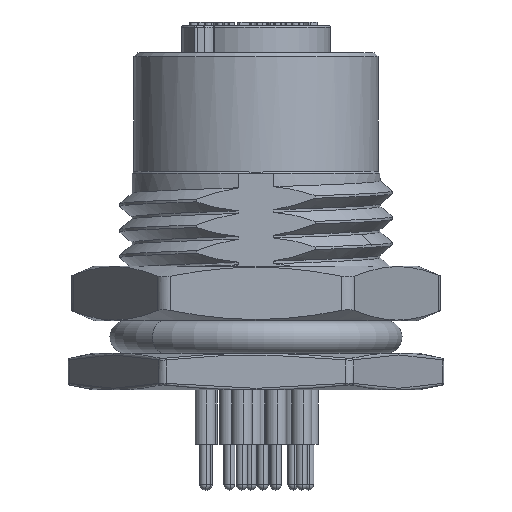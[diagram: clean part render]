
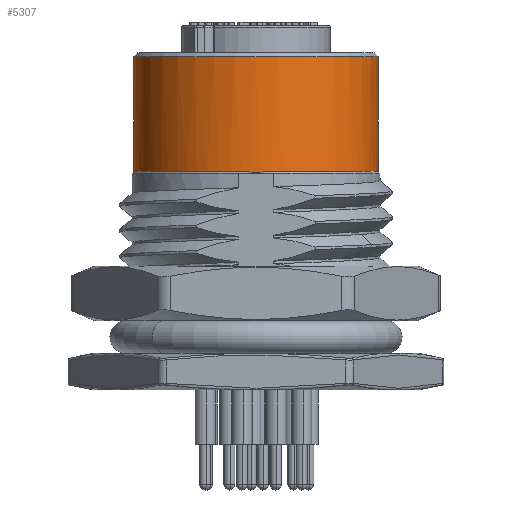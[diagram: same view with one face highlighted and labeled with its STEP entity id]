
A CAD part, left-side view. The second image highlights one B-rep face of the part: STEP entity #5307.
In plain terms, the highlighted cylindrical face has radius 6.7 mm (diameter 13.4 mm), a partial arc.
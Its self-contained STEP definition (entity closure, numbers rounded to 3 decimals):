
#5280 = VERTEX_POINT('',#5281);
#5281 = CARTESIAN_POINT('',(0.,-6.7,21.3));
#5289 = VERTEX_POINT('',#5290);
#5290 = CARTESIAN_POINT('',(0.,6.7,21.3));
#5296 = EDGE_CURVE('',#5280,#5289,#5297,.T.);
#5297 = CIRCLE('',#5298,6.7);
#5298 = AXIS2_PLACEMENT_3D('',#5299,#5300,#5301);
#5299 = CARTESIAN_POINT('',(0.,0.,21.3)
  );
#5300 = DIRECTION('',(0.,0.,-1.));
#5301 = DIRECTION('',(0.,-1.,0.));
#5307 = ADVANCED_FACE('',(#5308),#5358,.T.);
#5308 = FACE_BOUND('',#5309,.T.);
#5309 = EDGE_LOOP('',(#5310,#5318,#5319,#5327,#5336,#5351));
#5310 = ORIENTED_EDGE('',*,*,#5311,.F.);
#5311 = EDGE_CURVE('',#5280,#5312,#5314,.T.);
#5312 = VERTEX_POINT('',#5313);
#5313 = CARTESIAN_POINT('',(0.,-6.7,15.));
#5314 = LINE('',#5315,#5316);
#5315 = CARTESIAN_POINT('',(0.,-6.7,
    21.3));
#5316 = VECTOR('',#5317,1.);
#5317 = DIRECTION('',(0.,0.,-1.));
#5318 = ORIENTED_EDGE('',*,*,#5296,.T.);
#5319 = ORIENTED_EDGE('',*,*,#5320,.T.);
#5320 = EDGE_CURVE('',#5289,#5321,#5323,.T.);
#5321 = VERTEX_POINT('',#5322);
#5322 = CARTESIAN_POINT('',(0.,6.7,15.));
#5323 = LINE('',#5324,#5325);
#5324 = CARTESIAN_POINT('',(0.,6.7,
    21.3));
#5325 = VECTOR('',#5326,1.);
#5326 = DIRECTION('',(0.,0.,-1.));
#5327 = ORIENTED_EDGE('',*,*,#5328,.T.);
#5328 = EDGE_CURVE('',#5321,#5329,#5331,.T.);
#5329 = VERTEX_POINT('',#5330);
#5330 = CARTESIAN_POINT('',(-6.65,0.817,15.));
#5331 = CIRCLE('',#5332,6.7);
#5332 = AXIS2_PLACEMENT_3D('',#5333,#5334,#5335);
#5333 = CARTESIAN_POINT('',(0.,0.,15.));
#5334 = DIRECTION('',(0.,0.,1.));
#5335 = DIRECTION('',(0.,1.,0.));
#5336 = ORIENTED_EDGE('',*,*,#5337,.T.);
#5337 = EDGE_CURVE('',#5329,#5338,#5340,.T.);
#5338 = VERTEX_POINT('',#5339);
#5339 = CARTESIAN_POINT('',(-6.65,-0.817,15.));
#5340 = B_SPLINE_CURVE_WITH_KNOTS('',3,(#5341,#5342,#5343,#5344,#5345,
    #5346,#5347,#5348,#5349,#5350),.UNSPECIFIED.,.F.,.F.,(4,1,1,1,1,1,1,
    4),(0.,0.143,0.286,0.429,0.571,
    0.714,0.857,1.),.UNSPECIFIED.);
#5341 = CARTESIAN_POINT('',(-6.65,0.817,15.));
#5342 = CARTESIAN_POINT('',(-6.66,0.739,
    14.99));
#5343 = CARTESIAN_POINT('',(-6.676,0.583,14.974
    ));
#5344 = CARTESIAN_POINT('',(-6.692,0.35,
    14.958));
#5345 = CARTESIAN_POINT('',(-6.7,0.117,
    14.95));
#5346 = CARTESIAN_POINT('',(-6.7,-0.117,
    14.95));
#5347 = CARTESIAN_POINT('',(-6.692,-0.35,
    14.958));
#5348 = CARTESIAN_POINT('',(-6.676,-0.583,
    14.974));
#5349 = CARTESIAN_POINT('',(-6.66,-0.739,
    14.99));
#5350 = CARTESIAN_POINT('',(-6.65,-0.817,15.));
#5351 = ORIENTED_EDGE('',*,*,#5352,.T.);
#5352 = EDGE_CURVE('',#5338,#5312,#5353,.T.);
#5353 = CIRCLE('',#5354,6.7);
#5354 = AXIS2_PLACEMENT_3D('',#5355,#5356,#5357);
#5355 = CARTESIAN_POINT('',(0.,0.,15.));
#5356 = DIRECTION('',(0.,0.,1.));
#5357 = DIRECTION('',(-0.993,-0.122,
    0.));
#5358 = CYLINDRICAL_SURFACE('',#5359,6.7);
#5359 = AXIS2_PLACEMENT_3D('',#5360,#5361,#5362);
#5360 = CARTESIAN_POINT('',(0.,0.,4.175
    ));
#5361 = DIRECTION('',(0.,0.,1.));
#5362 = DIRECTION('',(0.,-1.,0.));
